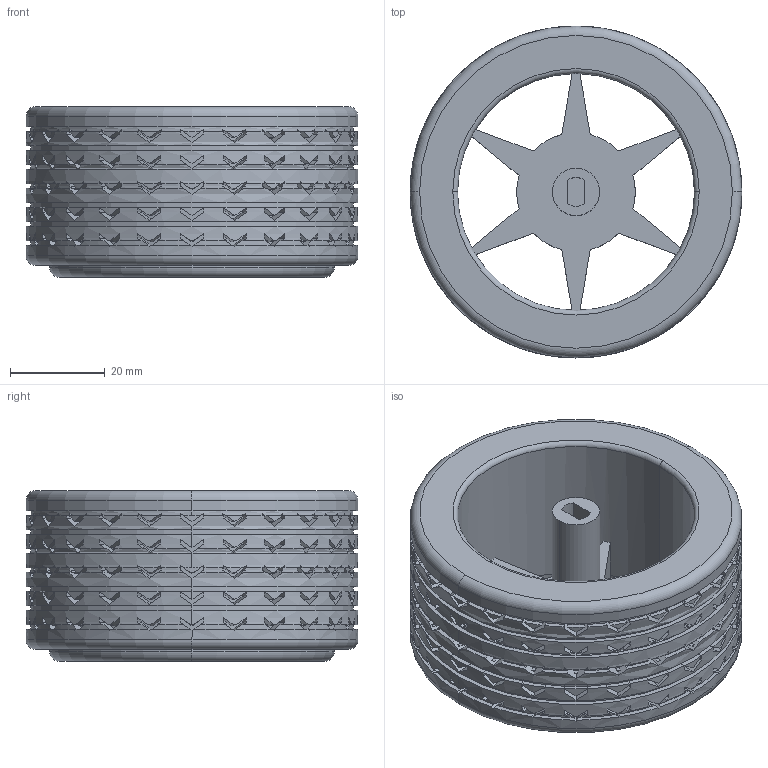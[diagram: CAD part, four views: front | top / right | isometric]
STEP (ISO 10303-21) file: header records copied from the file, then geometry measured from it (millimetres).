
FILE_DESCRIPTION (( 'STEP AP203' ), '1' );
FILE_NAME ('65mm robot wheel.STEP', '2023-08-31T15:12:46', ( '' ), ( '' ), 'SwSTEP 2.0', 'SolidWorks 2022', '' );
FILE_SCHEMA (( 'CONFIG_CONTROL_DESIGN' ));
Length unit declared in the file: millimetre
Products named in the file (1): 65mm robot wheel
Bounding box: 70 x 70 x 36 mm (x, y, z)
Volume: 71337.5 mm3; surface area: 32201.8 mm2
Topology: 2 solids, 2 shells, 1364 faces, 3944 edges, 2617 vertices
Faces by surface type: plane 1127, cylinder 217, torus 20
Entity records: 44668 total; most frequent: CARTESIAN_POINT 10602, ORIENTED_EDGE 7888, DIRECTION 6451, EDGE_CURVE 3944, VERTEX_POINT 2617, LINE 2415, VECTOR 2415, AXIS2_PLACEMENT_3D 2018
